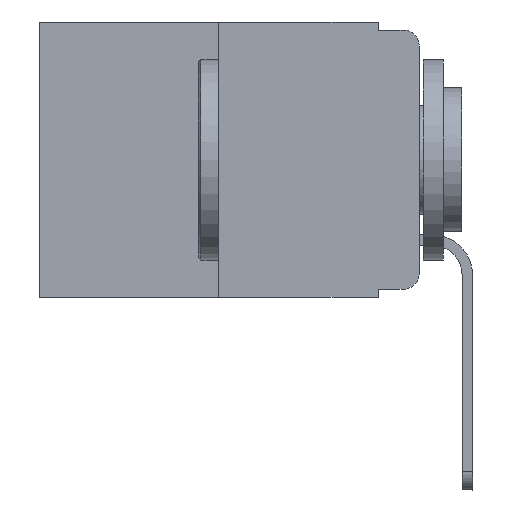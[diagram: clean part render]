
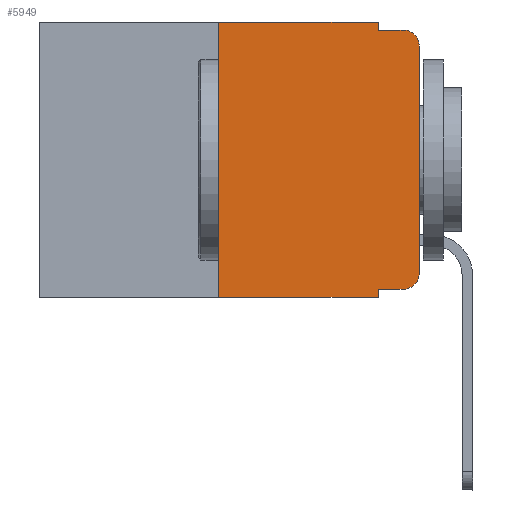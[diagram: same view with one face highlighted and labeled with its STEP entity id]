
A CAD part, left-side view. The second image highlights one B-rep face of the part: STEP entity #5949.
In plain terms, the highlighted planar face has unit normal (-1, 0, 0).
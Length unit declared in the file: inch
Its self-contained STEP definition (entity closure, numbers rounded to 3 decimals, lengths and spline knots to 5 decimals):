
#226 = CARTESIAN_POINT ( 'NONE',  ( 0., 0.473, 0. ) ) ;
#229 = DIRECTION ( 'NONE',  ( 0., 0., -1. ) ) ;
#283 = ORIENTED_EDGE ( 'NONE', *, *, #11239, .F. ) ;
#595 = DIRECTION ( 'NONE',  ( -1., 0., 0. ) ) ;
#720 = VECTOR ( 'NONE', #10357, 39.37008 ) ;
#890 = EDGE_CURVE ( 'NONE', #7099, #3095, #5906, .T. ) ;
#967 = ORIENTED_EDGE ( 'NONE', *, *, #11345, .T. ) ;
#1111 = LINE ( 'NONE', #1175, #3050 ) ;
#1175 = CARTESIAN_POINT ( 'NONE',  ( 0., 0.051, -0.333 ) ) ;
#1206 = CARTESIAN_POINT ( 'NONE',  ( 0., 0.02, -0.333 ) ) ;
#1255 = PLANE ( 'NONE',  #10344 ) ;
#1292 = CARTESIAN_POINT ( 'NONE',  ( 0., 0.051, -0.01 ) ) ;
#1401 = DIRECTION ( 'NONE',  ( 0., 0., -1. ) ) ;
#1470 = CARTESIAN_POINT ( 'NONE',  ( 0., 0.051, 0. ) ) ;
#1492 = ORIENTED_EDGE ( 'NONE', *, *, #12319, .F. ) ;
#1532 = DIRECTION ( 'NONE',  ( -1., 0., 0. ) ) ;
#1620 = CARTESIAN_POINT ( 'NONE',  ( 0., 0., -0.313 ) ) ;
#1710 = CARTESIAN_POINT ( 'NONE',  ( 0., 0.051, -0.01 ) ) ;
#1961 = VECTOR ( 'NONE', #7211, 39.37008 ) ;
#2163 = CIRCLE ( 'NONE', #4977, 0.02 ) ;
#2354 = LINE ( 'NONE', #1470, #7738 ) ;
#2410 = CARTESIAN_POINT ( 'NONE',  ( 0., 0.051, 0. ) ) ;
#2430 = VERTEX_POINT ( 'NONE', #3060 ) ;
#2919 = CARTESIAN_POINT ( 'NONE',  ( 0., 0., 0. ) ) ;
#2943 = VERTEX_POINT ( 'NONE', #1206 ) ;
#2969 = DIRECTION ( 'NONE',  ( 0., 0., 1. ) ) ;
#3047 = EDGE_CURVE ( 'NONE', #2430, #3095, #6045, .T. ) ;
#3050 = VECTOR ( 'NONE', #7784, 39.37008 ) ;
#3057 = DIRECTION ( 'NONE',  ( 0., 0., 1. ) ) ;
#3060 = CARTESIAN_POINT ( 'NONE',  ( 0., 0.051, -0.333 ) ) ;
#3095 = VERTEX_POINT ( 'NONE', #6120 ) ;
#3101 = VECTOR ( 'NONE', #2969, 39.37008 ) ;
#3204 = ORIENTED_EDGE ( 'NONE', *, *, #12689, .F. ) ;
#3449 = DIRECTION ( 'NONE',  ( 1., 0., 0. ) ) ;
#3613 = ORIENTED_EDGE ( 'NONE', *, *, #3047, .F. ) ;
#3880 = ORIENTED_EDGE ( 'NONE', *, *, #14147, .T. ) ;
#4061 = DIRECTION ( 'NONE',  ( 0., -1., 0. ) ) ;
#4391 = ORIENTED_EDGE ( 'NONE', *, *, #890, .T. ) ;
#4562 = DIRECTION ( 'NONE',  ( 0., 0., -1. ) ) ;
#4623 = VERTEX_POINT ( 'NONE', #1620 ) ;
#4977 = AXIS2_PLACEMENT_3D ( 'NONE', #13516, #1532, #1401 ) ;
#5369 = VERTEX_POINT ( 'NONE', #2410 ) ;
#5416 = VECTOR ( 'NONE', #4061, 39.37008 ) ;
#5906 = LINE ( 'NONE', #7138, #1961 ) ;
#5922 = DIRECTION ( 'NONE',  ( 0., -1., 0. ) ) ;
#5949 = ADVANCED_FACE ( 'NONE', ( #6757 ), #1255, .F. ) ;
#6045 = LINE ( 'NONE', #12729, #720 ) ;
#6120 = CARTESIAN_POINT ( 'NONE',  ( 0., 0.051, -0.343 ) ) ;
#6138 = AXIS2_PLACEMENT_3D ( 'NONE', #7341, #595, #13869 ) ;
#6378 = LINE ( 'NONE', #2919, #6488 ) ;
#6488 = VECTOR ( 'NONE', #3057, 39.37008 ) ;
#6543 = ORIENTED_EDGE ( 'NONE', *, *, #12874, .T. ) ;
#6675 = CARTESIAN_POINT ( 'NONE',  ( 0., 0., -0.03 ) ) ;
#6757 = FACE_OUTER_BOUND ( 'NONE', #14227, .T. ) ;
#7099 = VERTEX_POINT ( 'NONE', #7285 ) ;
#7138 = CARTESIAN_POINT ( 'NONE',  ( 0., 0.473, -0.343 ) ) ;
#7211 = DIRECTION ( 'NONE',  ( 0., -1., 0. ) ) ;
#7285 = CARTESIAN_POINT ( 'NONE',  ( 0., 0.25, -0.343 ) ) ;
#7341 = CARTESIAN_POINT ( 'NONE',  ( 0., 0.02, -0.03 ) ) ;
#7738 = VECTOR ( 'NONE', #229, 39.37008 ) ;
#7784 = DIRECTION ( 'NONE',  ( 0., -1., 0. ) ) ;
#7869 = VERTEX_POINT ( 'NONE', #6675 ) ;
#7882 = LINE ( 'NONE', #10219, #13797 ) ;
#8323 = VERTEX_POINT ( 'NONE', #11866 ) ;
#8823 = ORIENTED_EDGE ( 'NONE', *, *, #11535, .F. ) ;
#10138 = LINE ( 'NONE', #14402, #3101 ) ;
#10219 = CARTESIAN_POINT ( 'NONE',  ( 0., 0.473, 0. ) ) ;
#10304 = ORIENTED_EDGE ( 'NONE', *, *, #12963, .T. ) ;
#10344 = AXIS2_PLACEMENT_3D ( 'NONE', #226, #3449, #4562 ) ;
#10357 = DIRECTION ( 'NONE',  ( 0., 0., -1. ) ) ;
#10702 = LINE ( 'NONE', #1710, #5416 ) ;
#11239 = EDGE_CURVE ( 'NONE', #14397, #8323, #10702, .T. ) ;
#11345 = EDGE_CURVE ( 'NONE', #2430, #2943, #1111, .T. ) ;
#11535 = EDGE_CURVE ( 'NONE', #5369, #14397, #2354, .T. ) ;
#11555 = VERTEX_POINT ( 'NONE', #13726 ) ;
#11866 = CARTESIAN_POINT ( 'NONE',  ( 0., 0.02, -0.01 ) ) ;
#12319 = EDGE_CURVE ( 'NONE', #11555, #5369, #7882, .T. ) ;
#12418 = CIRCLE ( 'NONE', #6138, 0.02 ) ;
#12689 = EDGE_CURVE ( 'NONE', #7099, #11555, #10138, .T. ) ;
#12729 = CARTESIAN_POINT ( 'NONE',  ( 0., 0.051, 0. ) ) ;
#12874 = EDGE_CURVE ( 'NONE', #2943, #4623, #2163, .T. ) ;
#12963 = EDGE_CURVE ( 'NONE', #7869, #8323, #12418, .T. ) ;
#13516 = CARTESIAN_POINT ( 'NONE',  ( 0., 0.02, -0.313 ) ) ;
#13726 = CARTESIAN_POINT ( 'NONE',  ( 0., 0.25, 0. ) ) ;
#13797 = VECTOR ( 'NONE', #5922, 39.37008 ) ;
#13869 = DIRECTION ( 'NONE',  ( 0., 0., -1. ) ) ;
#14147 = EDGE_CURVE ( 'NONE', #4623, #7869, #6378, .T. ) ;
#14227 = EDGE_LOOP ( 'NONE', ( #3880, #10304, #283, #8823, #1492, #3204, #4391, #3613, #967, #6543 ) ) ;
#14397 = VERTEX_POINT ( 'NONE', #1292 ) ;
#14402 = CARTESIAN_POINT ( 'NONE',  ( 0., 0.25, 0. ) ) ;
